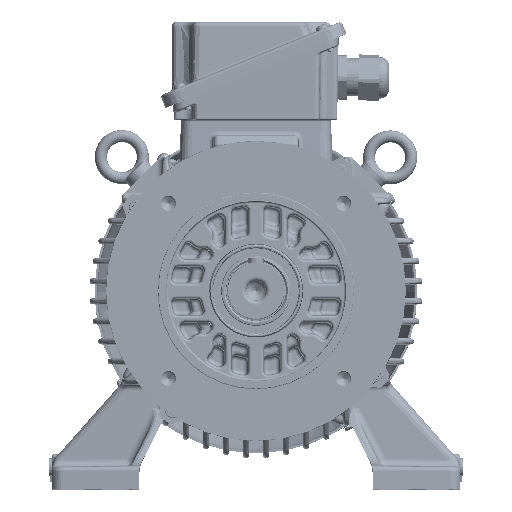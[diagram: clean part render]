
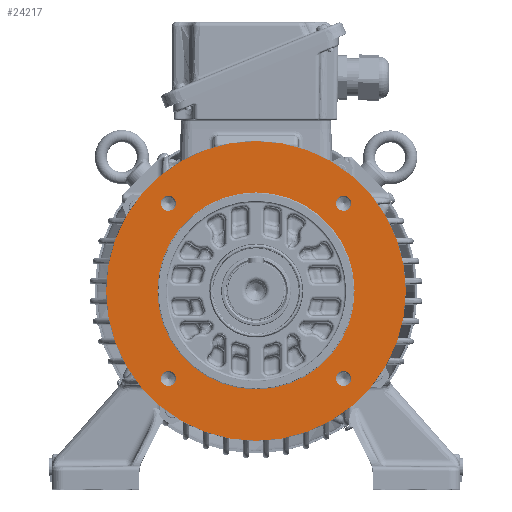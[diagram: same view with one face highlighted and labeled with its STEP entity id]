
A CAD part, top view. The second image highlights one B-rep face of the part: STEP entity #24217.
In plain terms, the highlighted planar face has unit normal (0, 0, 1).
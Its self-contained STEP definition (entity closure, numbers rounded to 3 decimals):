
#1421=FACE_BOUND('',#37112,.T.);
#1422=FACE_BOUND('',#37113,.T.);
#1423=FACE_BOUND('',#37114,.T.);
#1424=FACE_BOUND('',#37115,.T.);
#1425=FACE_BOUND('',#37116,.T.);
#1426=FACE_BOUND('',#37117,.T.);
#2439=PLANE('',#105297);
#24217=ADVANCED_FACE('',(#1421,#1422,#1423,#1424,#1425,#1426),#2439,.F.);
#37112=EDGE_LOOP('',(#63777));
#37113=EDGE_LOOP('',(#63778));
#37114=EDGE_LOOP('',(#63779));
#37115=EDGE_LOOP('',(#63780));
#37116=EDGE_LOOP('',(#63781));
#37117=EDGE_LOOP('',(#63782));
#63777=ORIENTED_EDGE('',*,*,#87991,.T.);
#63778=ORIENTED_EDGE('',*,*,#88124,.T.);
#63779=ORIENTED_EDGE('',*,*,#88121,.T.);
#63780=ORIENTED_EDGE('',*,*,#88118,.T.);
#63781=ORIENTED_EDGE('',*,*,#89842,.T.);
#63782=ORIENTED_EDGE('',*,*,#89844,.T.);
#73270=VERTEX_POINT('',#223023);
#73391=VERTEX_POINT('',#224271);
#73395=VERTEX_POINT('',#224281);
#73399=VERTEX_POINT('',#224291);
#74400=VERTEX_POINT('',#236650);
#74402=VERTEX_POINT('',#236656);
#87991=EDGE_CURVE('',#73270,#73270,#94692,.T.);
#88118=EDGE_CURVE('',#73391,#73391,#94743,.T.);
#88121=EDGE_CURVE('',#73395,#73395,#94746,.T.);
#88124=EDGE_CURVE('',#73399,#73399,#94749,.T.);
#89842=EDGE_CURVE('',#74400,#74400,#95504,.T.);
#89844=EDGE_CURVE('',#74402,#74402,#95506,.T.);
#94692=CIRCLE('',#104013,65.6);
#94743=CIRCLE('',#104090,5.);
#94746=CIRCLE('',#104096,5.);
#94749=CIRCLE('',#104102,5.);
#95504=CIRCLE('',#105292,5.);
#95506=CIRCLE('',#105296,99.75);
#104013=AXIS2_PLACEMENT_3D('',#223022,#126604,#126605);
#104090=AXIS2_PLACEMENT_3D('',#224270,#126776,#126777);
#104096=AXIS2_PLACEMENT_3D('',#224280,#126788,#126789);
#104102=AXIS2_PLACEMENT_3D('',#224290,#126800,#126801);
#105292=AXIS2_PLACEMENT_3D('',#236649,#129412,#129413);
#105296=AXIS2_PLACEMENT_3D('',#236655,#129420,#129421);
#105297=AXIS2_PLACEMENT_3D('',#236657,#129422,#129423);
#126604=DIRECTION('',(0.,0.,-1.));
#126605=DIRECTION('',(-1.,0.,0.));
#126776=DIRECTION('',(0.,0.,-1.));
#126777=DIRECTION('',(-1.,0.,0.));
#126788=DIRECTION('',(0.,0.,-1.));
#126789=DIRECTION('',(-1.,0.,0.));
#126800=DIRECTION('',(0.,0.,-1.));
#126801=DIRECTION('',(-1.,0.,0.));
#129412=DIRECTION('',(0.,0.,-1.));
#129413=DIRECTION('',(-1.,0.,0.));
#129420=DIRECTION('',(0.,0.,1.));
#129421=DIRECTION('',(1.,0.,0.));
#129422=DIRECTION('',(0.,0.,-1.));
#129423=DIRECTION('',(-1.,0.,0.));
#223022=CARTESIAN_POINT('',(0.,0.,0.));
#223023=CARTESIAN_POINT('',(-65.6,0.,0.));
#224270=CARTESIAN_POINT('',(-58.336,-58.336,0.));
#224271=CARTESIAN_POINT('',(-63.336,-58.336,0.));
#224280=CARTESIAN_POINT('',(-58.336,58.336,0.));
#224281=CARTESIAN_POINT('',(-63.336,58.336,0.));
#224290=CARTESIAN_POINT('',(58.336,58.336,0.));
#224291=CARTESIAN_POINT('',(53.336,58.336,0.));
#236649=CARTESIAN_POINT('',(58.336,-58.336,0.));
#236650=CARTESIAN_POINT('',(53.336,-58.336,0.));
#236655=CARTESIAN_POINT('',(0.,0.,0.));
#236656=CARTESIAN_POINT('',(99.75,0.,0.));
#236657=CARTESIAN_POINT('',(0.,65.,0.));
